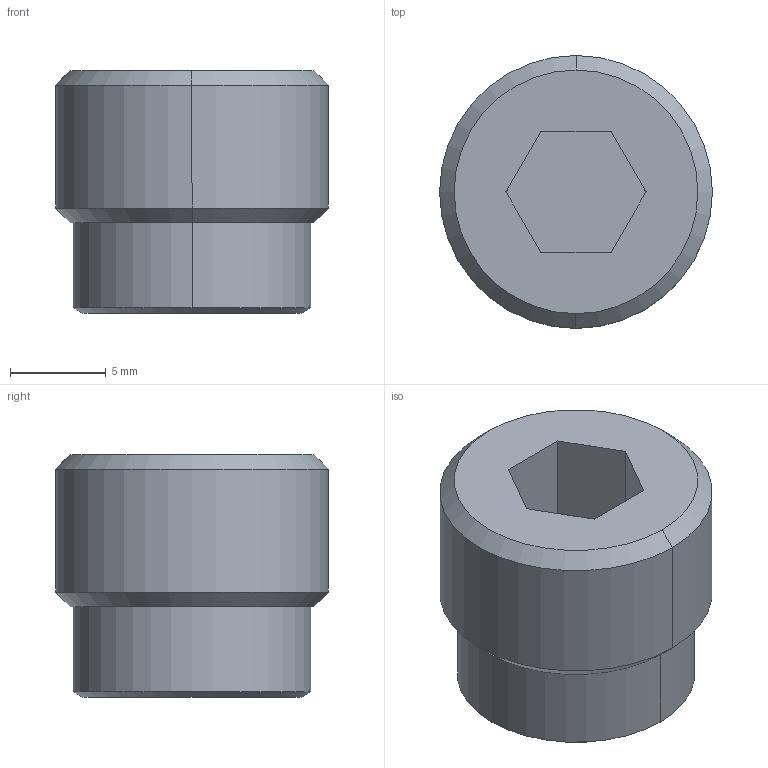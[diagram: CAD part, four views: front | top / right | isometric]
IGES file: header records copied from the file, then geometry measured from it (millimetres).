
Start section:  PTC IGES file: ilc70043771.igs
Global section: file name: ilc70043771.igs; native system: Creo Parametric by Parametric Technology Corporation; preprocessor: 2017170; author: Mjust; organization: Unknown; date: 20200723.153703; units: inch
Bounding box: 14.27 x 14.27 x 12.7 mm (x, y, z)
Surface area: 1014.2 mm2 (no closed solid volume)
Topology: 0 solids, 0 shells, 23 faces, 135 edges, 165 vertices
Faces by surface type: revolution 12, bspline 11
